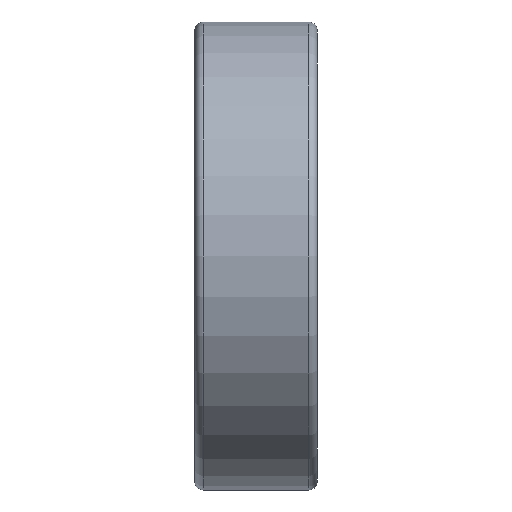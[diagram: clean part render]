
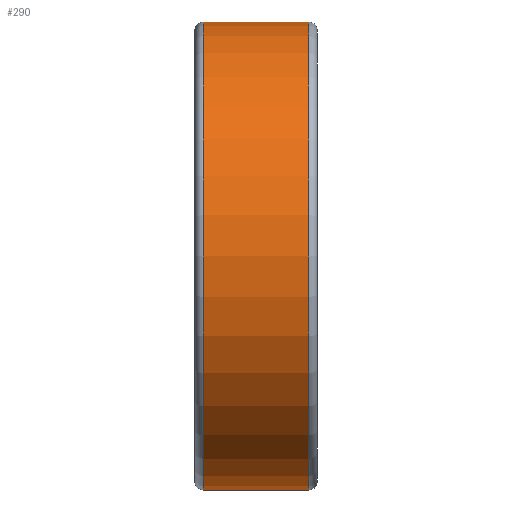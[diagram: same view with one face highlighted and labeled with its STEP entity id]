
A CAD part, front view. The second image highlights one B-rep face of the part: STEP entity #290.
In plain terms, the highlighted cylindrical face has radius 40 mm (diameter 80 mm), a full revolution.
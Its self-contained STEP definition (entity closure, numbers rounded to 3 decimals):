
#119=CYLINDRICAL_SURFACE('',#360,40.);
#154=ORIENTED_EDGE('',*,*,#173,.T.);
#155=ORIENTED_EDGE('',*,*,#172,.F.);
#172=EDGE_CURVE('',#188,#188,#205,.T.);
#173=EDGE_CURVE('',#189,#189,#206,.T.);
#188=VERTEX_POINT('',#542);
#189=VERTEX_POINT('',#545);
#205=CIRCLE('',#359,40.);
#206=CIRCLE('',#361,40.);
#235=EDGE_LOOP('',(#154));
#236=EDGE_LOOP('',(#155));
#267=FACE_BOUND('',#235,.T.);
#268=FACE_BOUND('',#236,.T.);
#290=ADVANCED_FACE('',(#267,#268),#119,.T.);
#359=AXIS2_PLACEMENT_3D('',#541,#445,#446);
#360=AXIS2_PLACEMENT_3D('',#543,#447,#448);
#361=AXIS2_PLACEMENT_3D('',#544,#449,#450);
#445=DIRECTION('',(1.,0.,0.));
#446=DIRECTION('',(0.,0.,-1.));
#447=DIRECTION('',(1.,0.,0.));
#448=DIRECTION('',(0.,0.,-1.));
#449=DIRECTION('',(1.,0.,0.));
#450=DIRECTION('',(0.,0.,-1.));
#541=CARTESIAN_POINT('',(19.5,0.,0.));
#542=CARTESIAN_POINT('',(19.5,0.,-40.));
#543=CARTESIAN_POINT('',(21.,0.,0.));
#544=CARTESIAN_POINT('',(1.5,0.,0.));
#545=CARTESIAN_POINT('',(1.5,0.,-40.));
